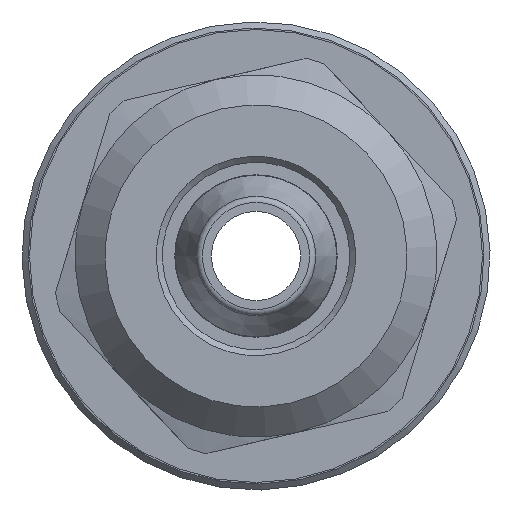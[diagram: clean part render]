
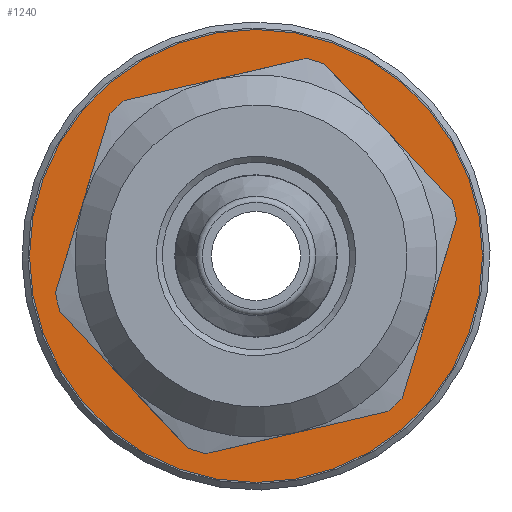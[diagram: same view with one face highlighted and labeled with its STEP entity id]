
A CAD part, left-side view. The second image highlights one B-rep face of the part: STEP entity #1240.
In plain terms, the highlighted planar face has unit normal (-1, 0, 0).
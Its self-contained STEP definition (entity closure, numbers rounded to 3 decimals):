
#974=CARTESIAN_POINT('',(13.25,-4.7,0.0));
#975=VERTEX_POINT('',#974);
#976=CARTESIAN_POINT('',(13.25,0.0,0.0));
#977=DIRECTION('',(-1.0,0.0,0.0));
#978=DIRECTION('',(0.0,-1.0,0.0));
#979=AXIS2_PLACEMENT_3D('',#976,#977,#978);
#980=CIRCLE('',#979,4.7);
#981=EDGE_CURVE('',#975,#975,#980,.T.);
#1214=CARTESIAN_POINT('',(13.25,-7.5,0.0));
#1215=VERTEX_POINT('',#1214);
#1216=CARTESIAN_POINT('',(13.25,0.0,0.0));
#1217=DIRECTION('',(-1.0,0.0,0.0));
#1218=DIRECTION('',(0.0,-1.0,0.0));
#1219=AXIS2_PLACEMENT_3D('',#1216,#1217,#1218);
#1220=CIRCLE('',#1219,7.5);
#1221=EDGE_CURVE('',#1215,#1215,#1220,.T.);
#1229=CARTESIAN_POINT('',(13.25,-6.25,0.0));
#1230=DIRECTION('',(-1.0,0.0,0.0));
#1231=DIRECTION('',(0.0,0.0,1.0));
#1232=AXIS2_PLACEMENT_3D('',#1229,#1230,#1231);
#1233=PLANE('',#1232);
#1234=ORIENTED_EDGE('',*,*,#1221,.T.);
#1235=EDGE_LOOP('',(#1234));
#1236=FACE_OUTER_BOUND('',#1235,.T.);
#1237=ORIENTED_EDGE('',*,*,#981,.F.);
#1238=EDGE_LOOP('',(#1237));
#1239=FACE_BOUND('',#1238,.T.);
#1240=ADVANCED_FACE('',(#1236,#1239),#1233,.T.);
